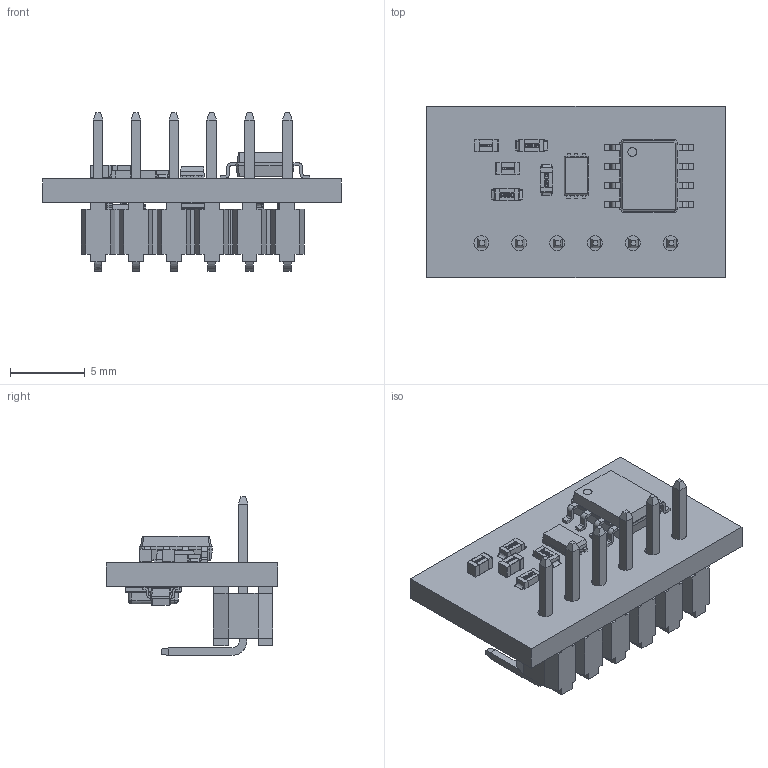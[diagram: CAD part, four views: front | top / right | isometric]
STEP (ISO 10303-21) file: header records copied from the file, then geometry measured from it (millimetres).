
FILE_DESCRIPTION(('KiCad electronic assembly'),'2;1');
FILE_NAME('Sensor_PCB.step','2024-06-06T23:07:13',('Pcbnew'),('Kicad'), 'Open CASCADE STEP processor 7.7','KiCad to STEP converter','Unknown' );
FILE_SCHEMA(('AUTOMOTIVE_DESIGN { 1 0 10303 214 1 1 1 1 }'));
Length unit declared in the file: millimetre
Products named in the file (16): Sensor_PCB 1; SOIC-8_3.9x4.9mm_P1.27mm; SOIC_8_39x49mm_P127mm; csmd-0603_l1-6_w0-81_h0-86; CSMD-0603_L1-6_W0-81_H0-86; Resistor 0603; 0402 Resistor v14; BH1750FVI-TR; A2-6PA-2.54DS; CUI_DEVICES_CMM-3729AB-38108-TR; SOT-23; SOT_23; Sensor_PCB_PCB
Assembly tree (20 placements, depth 3):
  Sensor_PCB 1
    SOIC-8_3.9x4.9mm_P1.27mm
      SOIC_8_39x49mm_P127mm
    csmd-0603_l1-6_w0-81_h0-86  x3
      CSMD-0603_L1-6_W0-81_H0-86
    Resistor 0603  x4
      0402 Resistor v14
    BH1750FVI-TR
      BH1750FVI-TR
    A2-6PA-2.54DS
      A2-6PA-2.54DS
    CUI_DEVICES_CMM-3729AB-38108-TR
      CUI_DEVICES_CMM-3729AB-38108-TR
    SOT-23
      SOT_23
    Sensor_PCB_PCB
Bounding box: 20 x 11.5 x 10.66 mm (x, y, z)
Volume: 609.9 mm3; surface area: 1267.7 mm2
Topology: 52 solids, 52 shells, 2491 faces, 6482 edges, 4142 vertices
Faces by surface type: plane 1528, bspline 692, cylinder 215, sphere 56
Full cylindrical faces by diameter (mm): 0.35 x1, 0.6 x1, 1 x6
Entity records: 45823 total; most frequent: CARTESIAN_POINT 13294, ORIENTED_EDGE 6544, DIRECTION 5270, EDGE_CURVE 3272, LINE 2570, VECTOR 2570, VERTEX_POINT 2082, AXIS2_PLACEMENT_3D 1350
